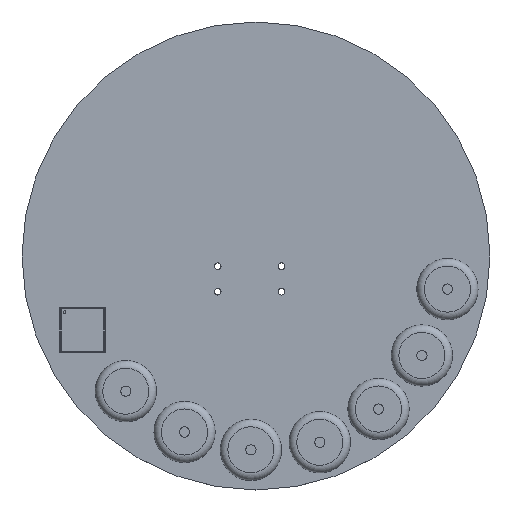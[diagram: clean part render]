
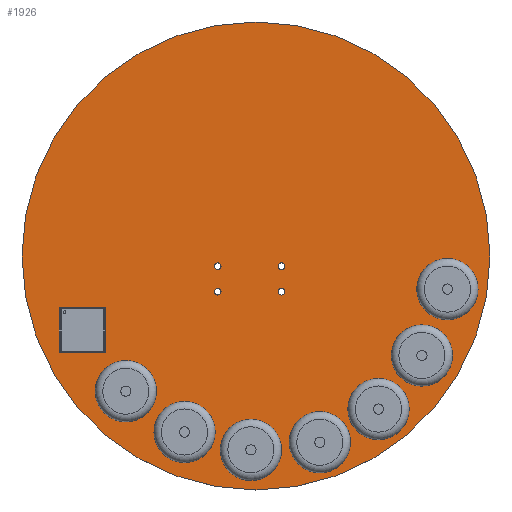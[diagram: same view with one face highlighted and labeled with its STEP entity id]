
A CAD part, top view. The second image highlights one B-rep face of the part: STEP entity #1926.
In plain terms, the highlighted planar face has unit normal (0, 0, 1).
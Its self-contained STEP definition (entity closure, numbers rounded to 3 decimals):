
#1693 = VERTEX_POINT('',#1694);
#1694 = CARTESIAN_POINT('',(185.339,-83.,1.6));
#1700 = EDGE_CURVE('',#1693,#1693,#1701,.T.);
#1701 = CIRCLE('',#1702,45.839);
#1702 = AXIS2_PLACEMENT_3D('',#1703,#1704,#1705);
#1703 = CARTESIAN_POINT('',(139.5,-83.,1.6));
#1704 = DIRECTION('',(0.,0.,1.));
#1705 = DIRECTION('',(1.,0.,-0.));
#1926 = ADVANCED_FACE('',(#1927,#1930,#1941,#1952,#1963,#1974,#1985,
    #1996,#2007,#2018,#2029,#2040,#2051,#2062,#2073,#2084,#2095,#2106,
    #2117),#2128,.T.);
#1927 = FACE_BOUND('',#1928,.T.);
#1928 = EDGE_LOOP('',(#1929));
#1929 = ORIENTED_EDGE('',*,*,#1700,.T.);
#1930 = FACE_BOUND('',#1931,.T.);
#1931 = EDGE_LOOP('',(#1932));
#1932 = ORIENTED_EDGE('',*,*,#1933,.T.);
#1933 = EDGE_CURVE('',#1934,#1934,#1936,.T.);
#1934 = VERTEX_POINT('',#1935);
#1935 = CARTESIAN_POINT('',(121.7,-118.,1.6));
#1936 = CIRCLE('',#1937,0.5);
#1937 = AXIS2_PLACEMENT_3D('',#1938,#1939,#1940);
#1938 = CARTESIAN_POINT('',(121.7,-117.5,1.6));
#1939 = DIRECTION('',(-0.,0.,-1.));
#1940 = DIRECTION('',(-0.,-1.,0.));
#1941 = FACE_BOUND('',#1942,.T.);
#1942 = EDGE_LOOP('',(#1943));
#1943 = ORIENTED_EDGE('',*,*,#1944,.T.);
#1944 = EDGE_CURVE('',#1945,#1945,#1947,.T.);
#1945 = VERTEX_POINT('',#1946);
#1946 = CARTESIAN_POINT('',(134.7,-121.5,1.6));
#1947 = CIRCLE('',#1948,0.5);
#1948 = AXIS2_PLACEMENT_3D('',#1949,#1950,#1951);
#1949 = CARTESIAN_POINT('',(134.7,-121.,1.6));
#1950 = DIRECTION('',(-0.,0.,-1.));
#1951 = DIRECTION('',(-0.,-1.,0.));
#1952 = FACE_BOUND('',#1953,.T.);
#1953 = EDGE_LOOP('',(#1954));
#1954 = ORIENTED_EDGE('',*,*,#1955,.T.);
#1955 = EDGE_CURVE('',#1956,#1956,#1958,.T.);
#1956 = VERTEX_POINT('',#1957);
#1957 = CARTESIAN_POINT('',(129.3,-118.,1.6));
#1958 = CIRCLE('',#1959,0.5);
#1959 = AXIS2_PLACEMENT_3D('',#1960,#1961,#1962);
#1960 = CARTESIAN_POINT('',(129.3,-117.5,1.6));
#1961 = DIRECTION('',(-0.,0.,-1.));
#1962 = DIRECTION('',(-0.,-1.,0.));
#1963 = FACE_BOUND('',#1964,.T.);
#1964 = EDGE_LOOP('',(#1965));
#1965 = ORIENTED_EDGE('',*,*,#1966,.T.);
#1966 = EDGE_CURVE('',#1967,#1967,#1969,.T.);
#1967 = VERTEX_POINT('',#1968);
#1968 = CARTESIAN_POINT('',(142.3,-121.5,1.6));
#1969 = CIRCLE('',#1970,0.5);
#1970 = AXIS2_PLACEMENT_3D('',#1971,#1972,#1973);
#1971 = CARTESIAN_POINT('',(142.3,-121.,1.6));
#1972 = DIRECTION('',(-0.,0.,-1.));
#1973 = DIRECTION('',(-0.,-1.,0.));
#1974 = FACE_BOUND('',#1975,.T.);
#1975 = EDGE_LOOP('',(#1976));
#1976 = ORIENTED_EDGE('',*,*,#1977,.T.);
#1977 = EDGE_CURVE('',#1978,#1978,#1980,.T.);
#1978 = VERTEX_POINT('',#1979);
#1979 = CARTESIAN_POINT('',(110.2,-110.,1.6));
#1980 = CIRCLE('',#1981,0.5);
#1981 = AXIS2_PLACEMENT_3D('',#1982,#1983,#1984);
#1982 = CARTESIAN_POINT('',(110.2,-109.5,1.6));
#1983 = DIRECTION('',(-0.,0.,-1.));
#1984 = DIRECTION('',(-0.,-1.,0.));
#1985 = FACE_BOUND('',#1986,.T.);
#1986 = EDGE_LOOP('',(#1987));
#1987 = ORIENTED_EDGE('',*,*,#1988,.T.);
#1988 = EDGE_CURVE('',#1989,#1989,#1991,.T.);
#1989 = VERTEX_POINT('',#1990);
#1990 = CARTESIAN_POINT('',(117.8,-110.,1.6));
#1991 = CIRCLE('',#1992,0.5);
#1992 = AXIS2_PLACEMENT_3D('',#1993,#1994,#1995);
#1993 = CARTESIAN_POINT('',(117.8,-109.5,1.6));
#1994 = DIRECTION('',(-0.,0.,-1.));
#1995 = DIRECTION('',(-0.,-1.,0.));
#1996 = FACE_BOUND('',#1997,.T.);
#1997 = EDGE_LOOP('',(#1998));
#1998 = ORIENTED_EDGE('',*,*,#1999,.T.);
#1999 = EDGE_CURVE('',#2000,#2000,#2002,.T.);
#2000 = VERTEX_POINT('',#2001);
#2001 = CARTESIAN_POINT('',(148.2,-120.,1.6));
#2002 = CIRCLE('',#2003,0.5);
#2003 = AXIS2_PLACEMENT_3D('',#2004,#2005,#2006);
#2004 = CARTESIAN_POINT('',(148.2,-119.5,1.6));
#2005 = DIRECTION('',(-0.,0.,-1.));
#2006 = DIRECTION('',(-0.,-1.,0.));
#2007 = FACE_BOUND('',#2008,.T.);
#2008 = EDGE_LOOP('',(#2009));
#2009 = ORIENTED_EDGE('',*,*,#2010,.T.);
#2010 = EDGE_CURVE('',#2011,#2011,#2013,.T.);
#2011 = VERTEX_POINT('',#2012);
#2012 = CARTESIAN_POINT('',(155.8,-120.,1.6));
#2013 = CIRCLE('',#2014,0.5);
#2014 = AXIS2_PLACEMENT_3D('',#2015,#2016,#2017);
#2015 = CARTESIAN_POINT('',(155.8,-119.5,1.6));
#2016 = DIRECTION('',(-0.,0.,-1.));
#2017 = DIRECTION('',(-0.,-1.,0.));
#2018 = FACE_BOUND('',#2019,.T.);
#2019 = EDGE_LOOP('',(#2020));
#2020 = ORIENTED_EDGE('',*,*,#2021,.T.);
#2021 = EDGE_CURVE('',#2022,#2022,#2024,.T.);
#2022 = VERTEX_POINT('',#2023);
#2023 = CARTESIAN_POINT('',(159.7,-113.5,1.6));
#2024 = CIRCLE('',#2025,0.5);
#2025 = AXIS2_PLACEMENT_3D('',#2026,#2027,#2028);
#2026 = CARTESIAN_POINT('',(159.7,-113.,1.6));
#2027 = DIRECTION('',(-0.,0.,-1.));
#2028 = DIRECTION('',(-0.,-1.,0.));
#2029 = FACE_BOUND('',#2030,.T.);
#2030 = EDGE_LOOP('',(#2031));
#2031 = ORIENTED_EDGE('',*,*,#2032,.T.);
#2032 = EDGE_CURVE('',#2033,#2033,#2035,.T.);
#2033 = VERTEX_POINT('',#2034);
#2034 = CARTESIAN_POINT('',(167.3,-113.5,1.6));
#2035 = CIRCLE('',#2036,0.5);
#2036 = AXIS2_PLACEMENT_3D('',#2037,#2038,#2039);
#2037 = CARTESIAN_POINT('',(167.3,-113.,1.6));
#2038 = DIRECTION('',(-0.,0.,-1.));
#2039 = DIRECTION('',(-0.,-1.,0.));
#2040 = FACE_BOUND('',#2041,.T.);
#2041 = EDGE_LOOP('',(#2042));
#2042 = ORIENTED_EDGE('',*,*,#2043,.T.);
#2043 = EDGE_CURVE('',#2044,#2044,#2046,.T.);
#2044 = VERTEX_POINT('',#2045);
#2045 = CARTESIAN_POINT('',(132.,-90.65,1.6));
#2046 = CIRCLE('',#2047,0.65);
#2047 = AXIS2_PLACEMENT_3D('',#2048,#2049,#2050);
#2048 = CARTESIAN_POINT('',(132.,-90.,1.6));
#2049 = DIRECTION('',(-0.,0.,-1.));
#2050 = DIRECTION('',(-0.,-1.,0.));
#2051 = FACE_BOUND('',#2052,.T.);
#2052 = EDGE_LOOP('',(#2053));
#2053 = ORIENTED_EDGE('',*,*,#2054,.T.);
#2054 = EDGE_CURVE('',#2055,#2055,#2057,.T.);
#2055 = VERTEX_POINT('',#2056);
#2056 = CARTESIAN_POINT('',(144.5,-90.65,1.6));
#2057 = CIRCLE('',#2058,0.65);
#2058 = AXIS2_PLACEMENT_3D('',#2059,#2060,#2061);
#2059 = CARTESIAN_POINT('',(144.5,-90.,1.6));
#2060 = DIRECTION('',(-0.,0.,-1.));
#2061 = DIRECTION('',(-0.,-1.,0.));
#2062 = FACE_BOUND('',#2063,.T.);
#2063 = EDGE_LOOP('',(#2064));
#2064 = ORIENTED_EDGE('',*,*,#2065,.T.);
#2065 = EDGE_CURVE('',#2066,#2066,#2068,.T.);
#2066 = VERTEX_POINT('',#2067);
#2067 = CARTESIAN_POINT('',(132.,-85.65,1.6));
#2068 = CIRCLE('',#2069,0.65);
#2069 = AXIS2_PLACEMENT_3D('',#2070,#2071,#2072);
#2070 = CARTESIAN_POINT('',(132.,-85.,1.6));
#2071 = DIRECTION('',(-0.,0.,-1.));
#2072 = DIRECTION('',(-0.,-1.,0.));
#2073 = FACE_BOUND('',#2074,.T.);
#2074 = EDGE_LOOP('',(#2075));
#2075 = ORIENTED_EDGE('',*,*,#2076,.T.);
#2076 = EDGE_CURVE('',#2077,#2077,#2079,.T.);
#2077 = VERTEX_POINT('',#2078);
#2078 = CARTESIAN_POINT('',(144.5,-85.65,1.6));
#2079 = CIRCLE('',#2080,0.65);
#2080 = AXIS2_PLACEMENT_3D('',#2081,#2082,#2083);
#2081 = CARTESIAN_POINT('',(144.5,-85.,1.6));
#2082 = DIRECTION('',(-0.,0.,-1.));
#2083 = DIRECTION('',(-0.,-1.,0.));
#2084 = FACE_BOUND('',#2085,.T.);
#2085 = EDGE_LOOP('',(#2086));
#2086 = ORIENTED_EDGE('',*,*,#2087,.T.);
#2087 = EDGE_CURVE('',#2088,#2088,#2090,.T.);
#2088 = VERTEX_POINT('',#2089);
#2089 = CARTESIAN_POINT('',(168.2,-103.,1.6));
#2090 = CIRCLE('',#2091,0.5);
#2091 = AXIS2_PLACEMENT_3D('',#2092,#2093,#2094);
#2092 = CARTESIAN_POINT('',(168.2,-102.5,1.6));
#2093 = DIRECTION('',(-0.,0.,-1.));
#2094 = DIRECTION('',(-0.,-1.,0.));
#2095 = FACE_BOUND('',#2096,.T.);
#2096 = EDGE_LOOP('',(#2097));
#2097 = ORIENTED_EDGE('',*,*,#2098,.T.);
#2098 = EDGE_CURVE('',#2099,#2099,#2101,.T.);
#2099 = VERTEX_POINT('',#2100);
#2100 = CARTESIAN_POINT('',(175.8,-103.,1.6));
#2101 = CIRCLE('',#2102,0.5);
#2102 = AXIS2_PLACEMENT_3D('',#2103,#2104,#2105);
#2103 = CARTESIAN_POINT('',(175.8,-102.5,1.6));
#2104 = DIRECTION('',(-0.,0.,-1.));
#2105 = DIRECTION('',(-0.,-1.,0.));
#2106 = FACE_BOUND('',#2107,.T.);
#2107 = EDGE_LOOP('',(#2108));
#2108 = ORIENTED_EDGE('',*,*,#2109,.T.);
#2109 = EDGE_CURVE('',#2110,#2110,#2112,.T.);
#2110 = VERTEX_POINT('',#2111);
#2111 = CARTESIAN_POINT('',(173.2,-90.,1.6));
#2112 = CIRCLE('',#2113,0.5);
#2113 = AXIS2_PLACEMENT_3D('',#2114,#2115,#2116);
#2114 = CARTESIAN_POINT('',(173.2,-89.5,1.6));
#2115 = DIRECTION('',(-0.,0.,-1.));
#2116 = DIRECTION('',(-0.,-1.,0.));
#2117 = FACE_BOUND('',#2118,.T.);
#2118 = EDGE_LOOP('',(#2119));
#2119 = ORIENTED_EDGE('',*,*,#2120,.T.);
#2120 = EDGE_CURVE('',#2121,#2121,#2123,.T.);
#2121 = VERTEX_POINT('',#2122);
#2122 = CARTESIAN_POINT('',(180.8,-90.,1.6));
#2123 = CIRCLE('',#2124,0.5);
#2124 = AXIS2_PLACEMENT_3D('',#2125,#2126,#2127);
#2125 = CARTESIAN_POINT('',(180.8,-89.5,1.6));
#2126 = DIRECTION('',(-0.,0.,-1.));
#2127 = DIRECTION('',(-0.,-1.,0.));
#2128 = PLANE('',#2129);
#2129 = AXIS2_PLACEMENT_3D('',#2130,#2131,#2132);
#2130 = CARTESIAN_POINT('',(0.,0.,1.6));
#2131 = DIRECTION('',(0.,0.,1.));
#2132 = DIRECTION('',(1.,0.,-0.));
